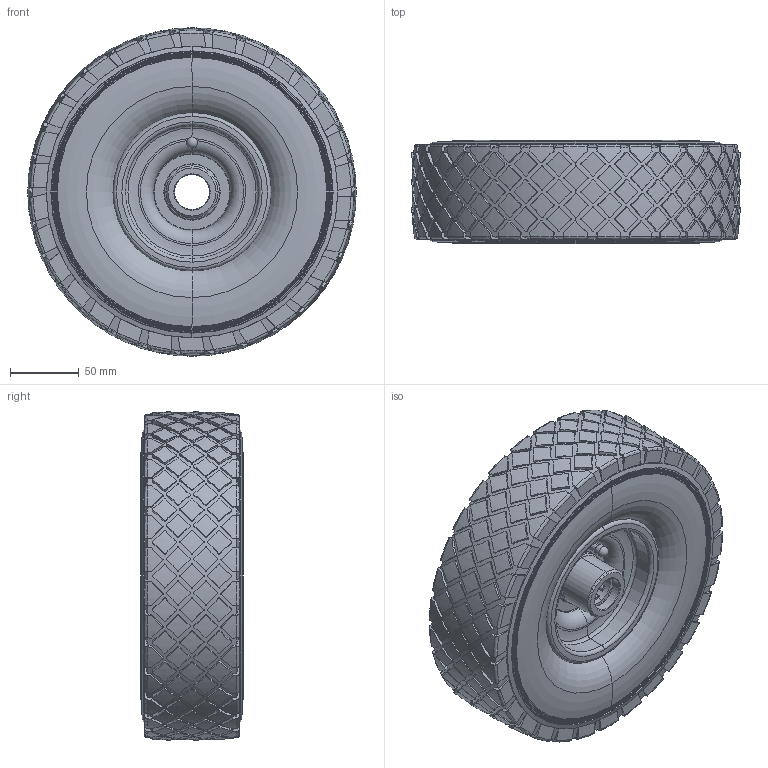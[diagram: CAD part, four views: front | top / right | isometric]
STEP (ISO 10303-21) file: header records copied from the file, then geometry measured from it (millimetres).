
FILE_DESCRIPTION(('STEP AP214'),'1');
FILE_NAME('BZWPMR260254654DE.STEP','2022-12-06T15:38:18',(' '),(' '),'Spatial InterOp 3D',' ',' ');
FILE_SCHEMA(('AUTOMOTIVE_DESIGN { 1 0 10303 214 1 1 1 1 }'));
Length unit declared in the file: metre
Products named in the file (14): TYRETUBE2604DECON; TYRE; INNERTUBE; BZWPMR260254654DE; RIM300X4STRED35X61; STEEL RIM; ROLLER BEARING; CAGE; RIBS; Component20; RBM254X35X45; RETAINER254X35; POLYPROPYLENE RETAINER
Assembly tree (23 placements, depth 5):
  BZWPMR260254654DE
    TYRETUBE2604DECON
      TYRE
      INNERTUBE
    RIM300X4STRED35X61
      STEEL RIM
    RBM254X35X45
      ROLLER BEARING
        CAGE
        RIBS
          Component20  x10
    RETAINER254X35
      POLYPROPYLENE RETAINER
    RETAINER254X35
      POLYPROPYLENE RETAINER
Bounding box: 239.63 x 75 x 239.63 mm (x, y, z)
Volume: 730961 mm3; surface area: 586759.6 mm2
Topology: 17 solids, 18 shells, 2442 faces, 6455 edges, 4182 vertices
Faces by surface type: cylinder 1295, torus 400, plane 349, bspline 240, cone 156, sphere 2
Entity records: 106388 total; most frequent: CARTESIAN_POINT 53328, ORIENTED_EDGE 12742, DIRECTION 8274, EDGE_CURVE 6371, VERTEX_POINT 4130, B_SPLINE_CURVE_WITH_KNOTS 3267, AXIS2_PLACEMENT_3D 3106, EDGE_LOOP 2563
